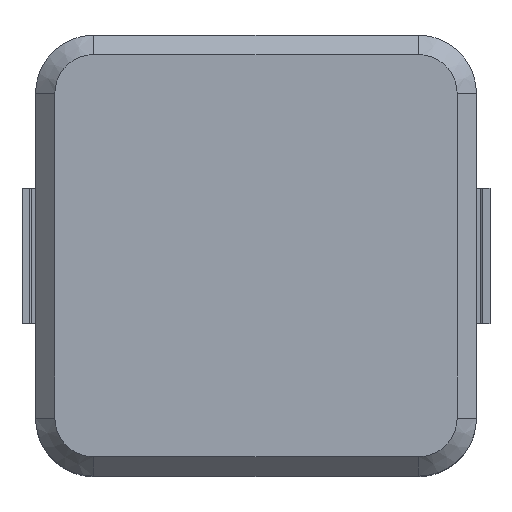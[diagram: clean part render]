
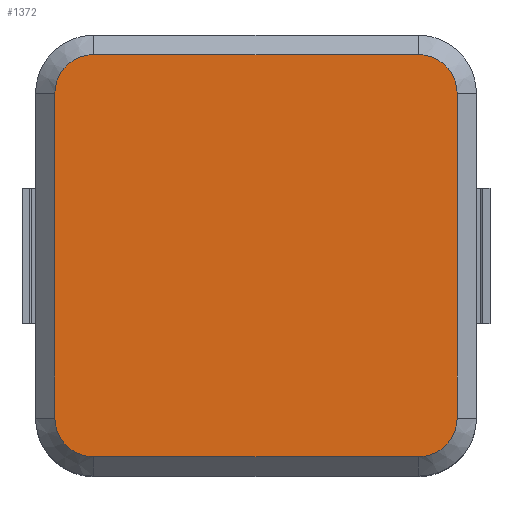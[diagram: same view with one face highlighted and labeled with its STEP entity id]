
A CAD part, top view. The second image highlights one B-rep face of the part: STEP entity #1372.
In plain terms, the highlighted planar face has unit normal (0, 0, 1).
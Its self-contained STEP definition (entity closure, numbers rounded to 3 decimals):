
#104=FACE_OUTER_BOUND($,#193,.T.);
#193=EDGE_LOOP($,(#1076,#1077,#1078,#1079,#1080,#1081,#1082,#1083));
#295=LINE($,#2571,#431);
#296=LINE($,#2575,#432);
#297=LINE($,#2579,#433);
#298=LINE($,#2582,#434);
#431=VECTOR($,#1776,8.4);
#432=VECTOR($,#1779,8.4);
#433=VECTOR($,#1782,8.4);
#434=VECTOR($,#1785,8.4);
#533=CIRCLE($,#1495,1.);
#534=CIRCLE($,#1496,1.);
#535=CIRCLE($,#1497,1.);
#536=CIRCLE($,#1498,1.);
#627=VERTEX_POINT($,#2567);
#628=VERTEX_POINT($,#2568);
#629=VERTEX_POINT($,#2570);
#630=VERTEX_POINT($,#2572);
#631=VERTEX_POINT($,#2574);
#632=VERTEX_POINT($,#2576);
#633=VERTEX_POINT($,#2578);
#634=VERTEX_POINT($,#2580);
#786=EDGE_CURVE($,#627,#628,#533,.T.);
#787=EDGE_CURVE($,#628,#629,#295,.T.);
#788=EDGE_CURVE($,#629,#630,#534,.T.);
#789=EDGE_CURVE($,#630,#631,#296,.T.);
#790=EDGE_CURVE($,#631,#632,#535,.T.);
#791=EDGE_CURVE($,#632,#633,#297,.T.);
#792=EDGE_CURVE($,#633,#634,#536,.T.);
#793=EDGE_CURVE($,#634,#627,#298,.T.);
#1076=ORIENTED_EDGE($,*,*,#786,.T.);
#1077=ORIENTED_EDGE($,*,*,#787,.T.);
#1078=ORIENTED_EDGE($,*,*,#788,.T.);
#1079=ORIENTED_EDGE($,*,*,#789,.T.);
#1080=ORIENTED_EDGE($,*,*,#790,.T.);
#1081=ORIENTED_EDGE($,*,*,#791,.T.);
#1082=ORIENTED_EDGE($,*,*,#792,.T.);
#1083=ORIENTED_EDGE($,*,*,#793,.T.);
#1306=PLANE($,#1494);
#1372=ADVANCED_FACE($,(#104),#1306,.T.);
#1494=AXIS2_PLACEMENT_3D($,#2566,#1772,#1773);
#1495=AXIS2_PLACEMENT_3D($,#2569,#1774,#1775);
#1496=AXIS2_PLACEMENT_3D($,#2573,#1777,#1778);
#1497=AXIS2_PLACEMENT_3D($,#2577,#1780,#1781);
#1498=AXIS2_PLACEMENT_3D($,#2581,#1783,#1784);
#1772=DIRECTION('center_axis',(0.,0.,1.));
#1773=DIRECTION('ref_axis',(1.,0.,0.));
#1774=DIRECTION('center_axis',(0.,0.,1.));
#1775=DIRECTION('ref_axis',(1.,0.,0.));
#1776=DIRECTION($,(1.,0.,0.));
#1777=DIRECTION('center_axis',(0.,0.,1.));
#1778=DIRECTION('ref_axis',(1.,0.,0.));
#1779=DIRECTION($,(0.,1.,0.));
#1780=DIRECTION('center_axis',(0.,0.,1.));
#1781=DIRECTION('ref_axis',(1.,0.,0.));
#1782=DIRECTION($,(-1.,0.,0.));
#1783=DIRECTION('center_axis',(0.,0.,1.));
#1784=DIRECTION('ref_axis',(1.,0.,0.));
#1785=DIRECTION($,(0.,-1.,0.));
#2566=CARTESIAN_POINT('Origin',(-5.7,-5.7,9.5));
#2567=CARTESIAN_POINT('',(-5.2,-4.2,9.5));
#2568=CARTESIAN_POINT('',(-4.2,-5.2,9.5));
#2569=CARTESIAN_POINT('Origin',(-4.2,-4.2,9.5));
#2570=CARTESIAN_POINT('',(4.2,-5.2,9.5));
#2571=CARTESIAN_POINT($,(4.2,-5.2,9.5));
#2572=CARTESIAN_POINT('',(5.2,-4.2,9.5));
#2573=CARTESIAN_POINT('Origin',(4.2,-4.2,9.5));
#2574=CARTESIAN_POINT('',(5.2,4.2,9.5));
#2575=CARTESIAN_POINT($,(5.2,4.2,9.5));
#2576=CARTESIAN_POINT('',(4.2,5.2,9.5));
#2577=CARTESIAN_POINT('Origin',(4.2,4.2,9.5));
#2578=CARTESIAN_POINT('',(-4.2,5.2,9.5));
#2579=CARTESIAN_POINT($,(-4.2,5.2,9.5));
#2580=CARTESIAN_POINT('',(-5.2,4.2,9.5));
#2581=CARTESIAN_POINT('Origin',(-4.2,4.2,9.5));
#2582=CARTESIAN_POINT($,(-5.2,-4.2,9.5));
